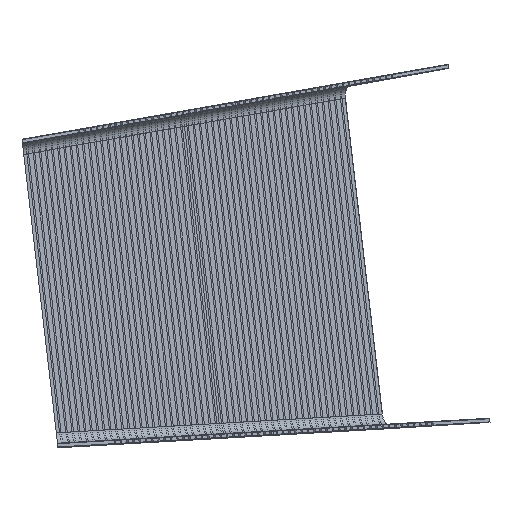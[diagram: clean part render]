
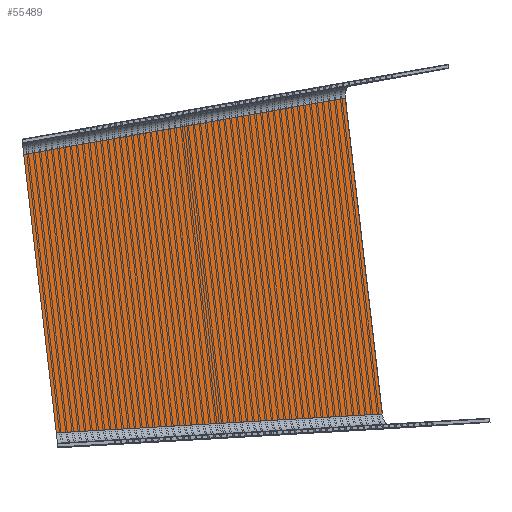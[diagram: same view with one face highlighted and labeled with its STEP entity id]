
A CAD part, top view. The second image highlights one B-rep face of the part: STEP entity #55489.
In plain terms, the highlighted planar face has unit normal (0.229, 0.027, 0.973).
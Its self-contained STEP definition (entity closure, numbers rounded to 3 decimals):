
#54703 = PLANE('',#54704);
#54704 = AXIS2_PLACEMENT_3D('',#54705,#54706,#54707);
#54705 = CARTESIAN_POINT('',(8477.034,990.823,0.));
#54706 = DIRECTION('',(0.993,0.116,0.));
#54707 = DIRECTION('',(0.,0.,-1.));
#54780 = VERTEX_POINT('',#54781);
#54781 = CARTESIAN_POINT('',(8426.249,1425.32,
    5284.73));
#54796 = CYLINDRICAL_SURFACE('',#54797,34.619);
#54797 = AXIS2_PLACEMENT_3D('',#54798,#54799,#54800);
#54798 = CARTESIAN_POINT('',(8440.346,1427.335,
    5316.935));
#54799 = DIRECTION('',(0.958,0.169,-0.23));
#54800 = DIRECTION('',(-0.229,-0.027,
    -0.973));
#54815 = EDGE_CURVE('',#54816,#54780,#54818,.T.);
#54816 = VERTEX_POINT('',#54817);
#54817 = CARTESIAN_POINT('',(8528.844,547.564,
    5284.73));
#54818 = SURFACE_CURVE('',#54819,(#54823,#54829),.PCURVE_S1.);
#54819 = LINE('',#54820,#54821);
#54820 = CARTESIAN_POINT('',(8477.034,990.823,
    5284.73));
#54821 = VECTOR('',#54822,1.);
#54822 = DIRECTION('',(-0.116,0.993,0.)
  );
#54823 = PCURVE('',#54703,#54824);
#54824 = DEFINITIONAL_REPRESENTATION('',(#54825),#54828);
#54825 = B_SPLINE_CURVE_WITH_KNOTS('',1,(#54826,#54827),.UNSPECIFIED.,
  .F.,.F.,(2,2),(-12000000.,12000000.),
  .PIECEWISE_BEZIER_KNOTS.);
#54826 = CARTESIAN_POINT('',(-5284.209,-12000000.));
#54827 = CARTESIAN_POINT('',(-5285.251,12000000.));
#54828 = ( GEOMETRIC_REPRESENTATION_CONTEXT(2) 
PARAMETRIC_REPRESENTATION_CONTEXT() REPRESENTATION_CONTEXT('2D SPACE',''
  ) );
#54829 = PCURVE('',#54830,#54835);
#54830 = PLANE('',#54831);
#54831 = AXIS2_PLACEMENT_3D('',#54832,#54833,#54834);
#54832 = CARTESIAN_POINT('',(1626.756,190.14,
    6917.65));
#54833 = DIRECTION('',(0.229,0.027,0.973)
  );
#54834 = DIRECTION('',(0.973,0.,-0.229
    ));
#54835 = DEFINITIONAL_REPRESENTATION('',(#54836),#54839);
#54836 = B_SPLINE_CURVE_WITH_KNOTS('',1,(#54837,#54838),.UNSPECIFIED.,
  .F.,.F.,(2,2),(-12000000.,12000000.),
  .PIECEWISE_BEZIER_KNOTS.);
#54837 = CARTESIAN_POINT('',(1363164.592,-11922324.963));
#54838 = CARTESIAN_POINT('',(-1349080.235,11923926.902));
#54839 = ( GEOMETRIC_REPRESENTATION_CONTEXT(2) 
PARAMETRIC_REPRESENTATION_CONTEXT() REPRESENTATION_CONTEXT('2D SPACE',''
  ) );
#54858 = CYLINDRICAL_SURFACE('',#54859,34.619);
#54859 = AXIS2_PLACEMENT_3D('',#54860,#54861,#54862);
#54860 = CARTESIAN_POINT('',(9564.665,608.358,
    5075.051));
#54861 = DIRECTION('',(-0.972,-0.057,0.23
    ));
#54862 = DIRECTION('',(-0.229,-0.027,
    -0.973));
#55103 = PLANE('',#55104);
#55104 = AXIS2_PLACEMENT_3D('',#55105,#55106,#55107);
#55105 = CARTESIAN_POINT('',(5582.288,652.476,
    -2819.375));
#55106 = DIRECTION('',(0.888,0.104,-0.448));
#55107 = DIRECTION('',(-0.451,0.,
    -0.893));
#55437 = VERTEX_POINT('',#55438);
#55438 = CARTESIAN_POINT('',(9557.57,607.48,
    5041.168));
#55469 = EDGE_CURVE('',#55437,#54816,#55470,.T.);
#55470 = SURFACE_CURVE('',#55471,(#55475,#55482),.PCURVE_S1.);
#55471 = LINE('',#55472,#55473);
#55472 = CARTESIAN_POINT('',(9556.743,607.432,
    5041.363));
#55473 = VECTOR('',#55474,1.);
#55474 = DIRECTION('',(-0.972,-0.057,0.23
    ));
#55475 = PCURVE('',#54858,#55476);
#55476 = DEFINITIONAL_REPRESENTATION('',(#55477),#55481);
#55477 = LINE('',#55478,#55479);
#55478 = CARTESIAN_POINT('',(0.,0.));
#55479 = VECTOR('',#55480,1.);
#55480 = DIRECTION('',(0.,1.));
#55481 = ( GEOMETRIC_REPRESENTATION_CONTEXT(2) 
PARAMETRIC_REPRESENTATION_CONTEXT() REPRESENTATION_CONTEXT('2D SPACE',''
  ) );
#55482 = PCURVE('',#54830,#55483);
#55483 = DEFINITIONAL_REPRESENTATION('',(#55484),#55488);
#55484 = LINE('',#55485,#55486);
#55485 = CARTESIAN_POINT('',(8148.928,417.441));
#55486 = VECTOR('',#55487,1.);
#55487 = DIRECTION('',(-0.998,-0.057));
#55488 = ( GEOMETRIC_REPRESENTATION_CONTEXT(2) 
PARAMETRIC_REPRESENTATION_CONTEXT() REPRESENTATION_CONTEXT('2D SPACE',''
  ) );
#55489 = ADVANCED_FACE('',(#55490),#54830,.T.);
#55490 = FACE_BOUND('',#55491,.T.);
#55491 = EDGE_LOOP('',(#55492,#55513,#55534,#55535));
#55492 = ORIENTED_EDGE('',*,*,#55493,.T.);
#55493 = EDGE_CURVE('',#55437,#55494,#55496,.T.);
#55494 = VERTEX_POINT('',#55495);
#55495 = CARTESIAN_POINT('',(9441.064,1604.26,
    5041.168));
#55496 = SURFACE_CURVE('',#55497,(#55501,#55507),.PCURVE_S1.);
#55497 = LINE('',#55498,#55499);
#55498 = CARTESIAN_POINT('',(9498.805,1110.251,
    5041.168));
#55499 = VECTOR('',#55500,1.);
#55500 = DIRECTION('',(-0.116,0.993,0.)
  );
#55501 = PCURVE('',#54830,#55502);
#55502 = DEFINITIONAL_REPRESENTATION('',(#55503),#55506);
#55503 = B_SPLINE_CURVE_WITH_KNOTS('',1,(#55504,#55505),.UNSPECIFIED.,
  .F.,.F.,(2,2),(-12016929.765,12016007.983),
  .PIECEWISE_BEZIER_KNOTS.);
#55504 = CARTESIAN_POINT('',(1366128.05,-11939026.823));
#55505 = CARTESIAN_POINT('',(-1349838.733,11939951.825));
#55506 = ( GEOMETRIC_REPRESENTATION_CONTEXT(2) 
PARAMETRIC_REPRESENTATION_CONTEXT() REPRESENTATION_CONTEXT('2D SPACE',''
  ) );
#55507 = PCURVE('',#55103,#55508);
#55508 = DEFINITIONAL_REPRESENTATION('',(#55509),#55512);
#55509 = B_SPLINE_CURVE_WITH_KNOTS('',1,(#55510,#55511),.UNSPECIFIED.,
  .F.,.F.,(2,2),(-12016929.765,12016007.983),
  .PIECEWISE_BEZIER_KNOTS.);
#55510 = CARTESIAN_POINT('',(-637713.356,-12000000.));
#55511 = CARTESIAN_POINT('',(620100.95,12000000.));
#55512 = ( GEOMETRIC_REPRESENTATION_CONTEXT(2) 
PARAMETRIC_REPRESENTATION_CONTEXT() REPRESENTATION_CONTEXT('2D SPACE',''
  ) );
#55513 = ORIENTED_EDGE('',*,*,#55514,.F.);
#55514 = EDGE_CURVE('',#54780,#55494,#55515,.T.);
#55515 = SURFACE_CURVE('',#55516,(#55520,#55527),.PCURVE_S1.);
#55516 = LINE('',#55517,#55518);
#55517 = CARTESIAN_POINT('',(8432.424,1426.409,
    5283.248));
#55518 = VECTOR('',#55519,1.);
#55519 = DIRECTION('',(0.958,0.169,-0.23));
#55520 = PCURVE('',#54830,#55521);
#55521 = DEFINITIONAL_REPRESENTATION('',(#55522),#55526);
#55522 = LINE('',#55523,#55524);
#55523 = CARTESIAN_POINT('',(6999.093,1236.712));
#55524 = VECTOR('',#55525,1.);
#55525 = DIRECTION('',(0.986,0.169));
#55526 = ( GEOMETRIC_REPRESENTATION_CONTEXT(2) 
PARAMETRIC_REPRESENTATION_CONTEXT() REPRESENTATION_CONTEXT('2D SPACE',''
  ) );
#55527 = PCURVE('',#54796,#55528);
#55528 = DEFINITIONAL_REPRESENTATION('',(#55529),#55533);
#55529 = LINE('',#55530,#55531);
#55530 = CARTESIAN_POINT('',(0.,0.));
#55531 = VECTOR('',#55532,1.);
#55532 = DIRECTION('',(0.,1.));
#55533 = ( GEOMETRIC_REPRESENTATION_CONTEXT(2) 
PARAMETRIC_REPRESENTATION_CONTEXT() REPRESENTATION_CONTEXT('2D SPACE',''
  ) );
#55534 = ORIENTED_EDGE('',*,*,#54815,.F.);
#55535 = ORIENTED_EDGE('',*,*,#55469,.F.);
